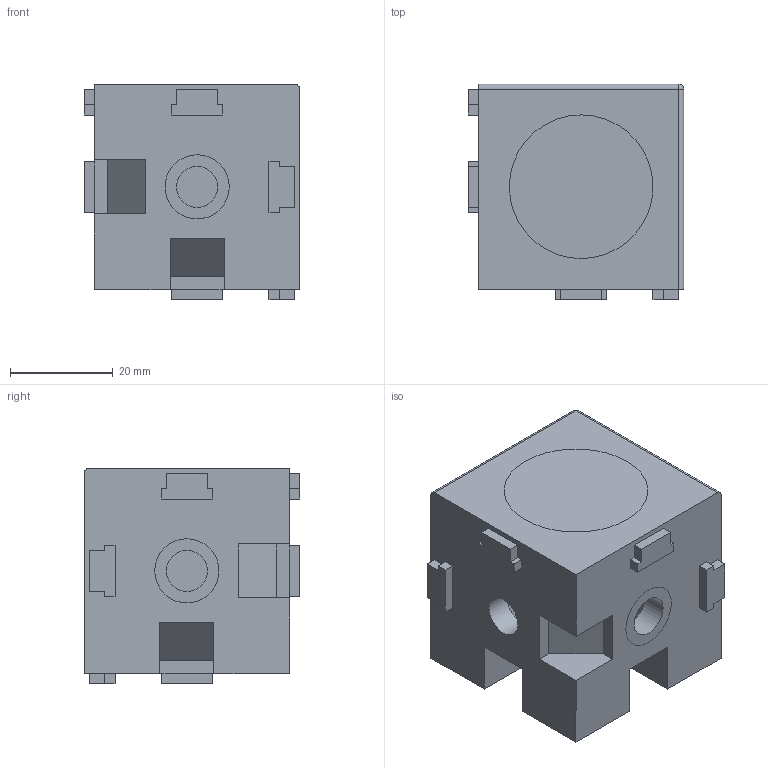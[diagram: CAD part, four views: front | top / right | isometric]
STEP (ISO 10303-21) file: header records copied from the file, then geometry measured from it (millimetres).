
FILE_DESCRIPTION((''),'2;1');
FILE_NAME('AR3806.stp','2019-02-08T09:52:08',('Konstruktor II'),(''),'Autodesk Inventor 2013','Autodesk Inventor 2013','');
FILE_SCHEMA(('AUTOMOTIVE_DESIGN { 1 0 10303 214 1 1 1 1 }'));
Length unit declared in the file: millimetre
Products named in the file (4): AR3806; Zaślepka do łącznika 40; tulejka pod śrubę
Assembly tree (7 placements, depth 2):
  AR3806
    AR3806
    Zaślepka do łącznika 40  x3
    tulejka pod śrubę  x3
Bounding box: 42 x 42 x 42 mm (x, y, z)
Volume: 39603.1 mm3; surface area: 22928.1 mm2
Topology: 7 solids, 7 shells, 154 faces, 345 edges, 219 vertices
Faces by surface type: plane 99, cylinder 39, cone 15, sphere 1
Full cylindrical faces by diameter (mm): 8 x3, 12.5 x6, 22 x9, 24 x6
Entity records: 3664 total; most frequent: DIRECTION 624, CARTESIAN_POINT 604, ORIENTED_EDGE 554, EDGE_CURVE 277, AXIS2_PLACEMENT_3D 210, VECTOR 204, LINE 204, VERTEX_POINT 190
